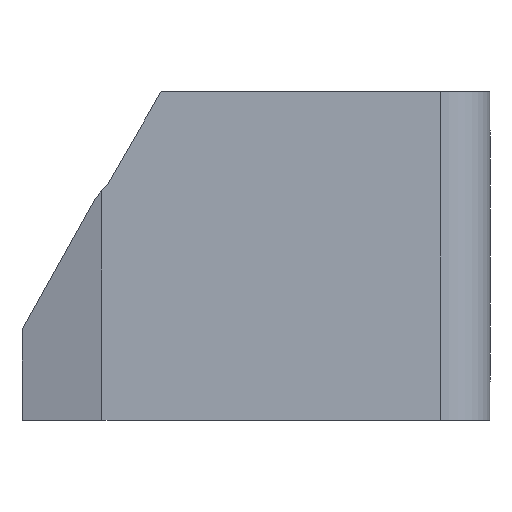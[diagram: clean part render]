
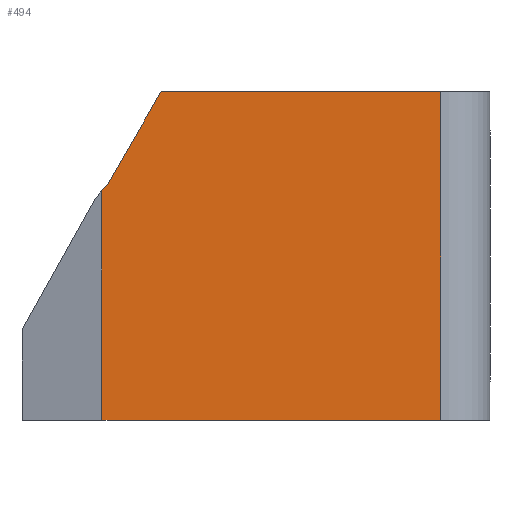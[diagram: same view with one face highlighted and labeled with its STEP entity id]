
A CAD part, left-side view. The second image highlights one B-rep face of the part: STEP entity #494.
In plain terms, the highlighted planar face has unit normal (-1, 0, 0).
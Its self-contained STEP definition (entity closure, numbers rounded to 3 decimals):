
#69 = CARTESIAN_POINT ( 'NONE',  ( -47., 47.3, 7.93 ) ) ;
#103 = VERTEX_POINT ( 'NONE', #1875 ) ;
#108 = DIRECTION ( 'NONE',  ( 0., 1., 0. ) ) ;
#219 = CARTESIAN_POINT ( 'NONE',  ( -47., 47.3, -20. ) ) ;
#222 = VERTEX_POINT ( 'NONE', #1862 ) ;
#333 = CARTESIAN_POINT ( 'NONE',  ( -47., 47.035, 8.23 ) ) ;
#341 = EDGE_CURVE ( 'NONE', #222, #899, #1428, .T. ) ;
#345 = VERTEX_POINT ( 'NONE', #938 ) ;
#352 = LINE ( 'NONE', #1008, #952 ) ;
#380 = ORIENTED_EDGE ( 'NONE', *, *, #1480, .T. ) ;
#400 = EDGE_CURVE ( 'NONE', #899, #1697, #1467, .T. ) ;
#417 = VECTOR ( 'NONE', #1917, 1000. ) ;
#494 = ADVANCED_FACE ( 'NONE', ( #1654 ), #826, .T. ) ;
#590 = VECTOR ( 'NONE', #655, 1000. ) ;
#617 = EDGE_LOOP ( 'NONE', ( #1693, #380, #747, #1344, #821, #1934, #1270 ) ) ;
#655 = DIRECTION ( 'NONE',  ( 0., 0., 1. ) ) ;
#660 = CARTESIAN_POINT ( 'NONE',  ( -47., 46.51, 8.835 ) ) ;
#662 = EDGE_CURVE ( 'NONE', #1890, #1398, #1689, .T. ) ;
#746 = VECTOR ( 'NONE', #108, 1000. ) ;
#747 = ORIENTED_EDGE ( 'NONE', *, *, #400, .F. ) ;
#808 = CARTESIAN_POINT ( 'NONE',  ( -47., 47.3, 7.93 ) ) ;
#819 = EDGE_CURVE ( 'NONE', #103, #222, #352, .T. ) ;
#821 = ORIENTED_EDGE ( 'NONE', *, *, #819, .F. ) ;
#826 = PLANE ( 'NONE',  #1197 ) ;
#899 = VERTEX_POINT ( 'NONE', #219 ) ;
#912 = DIRECTION ( 'NONE',  ( 0., 0.5, -0.866 ) ) ;
#938 = CARTESIAN_POINT ( 'NONE',  ( -47., 6., 20. ) ) ;
#952 = VECTOR ( 'NONE', #1975, 1000. ) ;
#964 = LINE ( 'NONE', #1011, #1924 ) ;
#971 = DIRECTION ( 'NONE',  ( -1., 0., 0. ) ) ;
#1008 = CARTESIAN_POINT ( 'NONE',  ( -47., 0., -20. ) ) ;
#1011 = CARTESIAN_POINT ( 'NONE',  ( -47., 6., 20. ) ) ;
#1076 = EDGE_CURVE ( 'NONE', #345, #1890, #1760, .T. ) ;
#1152 = CARTESIAN_POINT ( 'NONE',  ( -47., 40.064, 20. ) ) ;
#1197 = AXIS2_PLACEMENT_3D ( 'NONE', #1644, #971, #1332 ) ;
#1238 = CARTESIAN_POINT ( 'NONE',  ( -47., 56.807, -9. ) ) ;
#1270 = ORIENTED_EDGE ( 'NONE', *, *, #1076, .T. ) ;
#1274 = CARTESIAN_POINT ( 'NONE',  ( -47., 0., -20. ) ) ;
#1277 = B_SPLINE_CURVE_WITH_KNOTS ( 'NONE', 3,
 ( #660, #1302, #333, #808 ),
 .UNSPECIFIED., .F., .F.,
 ( 4, 4 ),
 ( 0.01, 0.011 ),
 .UNSPECIFIED. ) ;
#1302 = CARTESIAN_POINT ( 'NONE',  ( -47., 46.773, 8.532 ) ) ;
#1319 = CARTESIAN_POINT ( 'NONE',  ( -47., 47.3, 20. ) ) ;
#1332 = DIRECTION ( 'NONE',  ( 0., -1., 0. ) ) ;
#1344 = ORIENTED_EDGE ( 'NONE', *, *, #341, .F. ) ;
#1398 = VERTEX_POINT ( 'NONE', #1412 ) ;
#1412 = CARTESIAN_POINT ( 'NONE',  ( -47., 46.51, 8.835 ) ) ;
#1428 = LINE ( 'NONE', #1274, #417 ) ;
#1467 = LINE ( 'NONE', #1319, #590 ) ;
#1480 = EDGE_CURVE ( 'NONE', #1398, #1697, #1277, .T. ) ;
#1534 = VECTOR ( 'NONE', #912, 1000. ) ;
#1556 = CARTESIAN_POINT ( 'NONE',  ( -47., 0., 20. ) ) ;
#1565 = EDGE_CURVE ( 'NONE', #345, #103, #964, .T. ) ;
#1644 = CARTESIAN_POINT ( 'NONE',  ( -47., 0., 20. ) ) ;
#1648 = DIRECTION ( 'NONE',  ( 0., 0., -1. ) ) ;
#1654 = FACE_OUTER_BOUND ( 'NONE', #617, .T. ) ;
#1689 = LINE ( 'NONE', #1238, #1534 ) ;
#1693 = ORIENTED_EDGE ( 'NONE', *, *, #662, .T. ) ;
#1697 = VERTEX_POINT ( 'NONE', #69 ) ;
#1760 = LINE ( 'NONE', #1556, #746 ) ;
#1862 = CARTESIAN_POINT ( 'NONE',  ( -47., 46.51, -20. ) ) ;
#1875 = CARTESIAN_POINT ( 'NONE',  ( -47., 6., -20. ) ) ;
#1890 = VERTEX_POINT ( 'NONE', #1152 ) ;
#1917 = DIRECTION ( 'NONE',  ( 0., 1., 0. ) ) ;
#1924 = VECTOR ( 'NONE', #1648, 1000. ) ;
#1934 = ORIENTED_EDGE ( 'NONE', *, *, #1565, .F. ) ;
#1975 = DIRECTION ( 'NONE',  ( 0., 1., 0. ) ) ;
